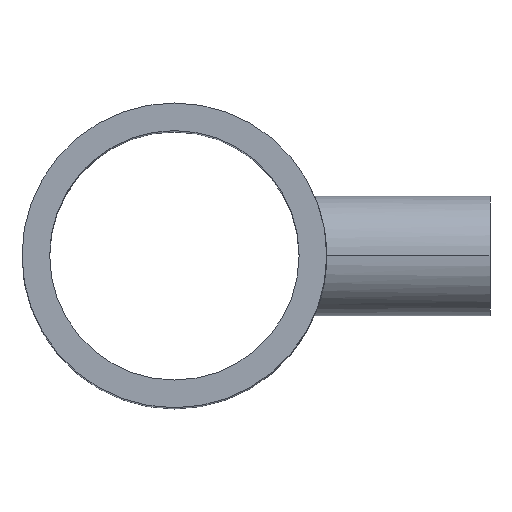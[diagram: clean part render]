
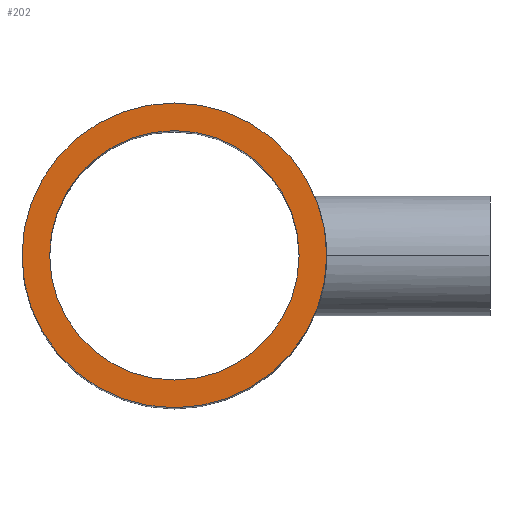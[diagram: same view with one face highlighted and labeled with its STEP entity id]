
A CAD part, top view. The second image highlights one B-rep face of the part: STEP entity #202.
In plain terms, the highlighted planar face has unit normal (0, 0, 1).
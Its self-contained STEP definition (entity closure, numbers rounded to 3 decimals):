
#3 = AXIS2_PLACEMENT_3D ( 'NONE', #485, #22, #228 ) ;
#22 = DIRECTION ( 'NONE',  ( 0., 0., 1. ) ) ;
#34 = CIRCLE ( 'NONE', #314, 140. ) ;
#73 = FACE_BOUND ( 'NONE', #208, .T. ) ;
#86 = CIRCLE ( 'NONE', #305, 140. ) ;
#101 = VERTEX_POINT ( 'NONE', #325 ) ;
#134 = CARTESIAN_POINT ( 'NONE',  ( 0., 0., 345. ) ) ;
#136 = DIRECTION ( 'NONE',  ( 1., 0., 0. ) ) ;
#143 = ORIENTED_EDGE ( 'NONE', *, *, #379, .T. ) ;
#150 = ORIENTED_EDGE ( 'NONE', *, *, #159, .F. ) ;
#159 = EDGE_CURVE ( 'NONE', #425, #417, #377, .T. ) ;
#202 = ADVANCED_FACE ( 'NONE', ( #535, #73 ), #281, .T. ) ;
#204 = VERTEX_POINT ( 'NONE', #232 ) ;
#208 = EDGE_LOOP ( 'NONE', ( #150, #499 ) ) ;
#228 = DIRECTION ( 'NONE',  ( 1., 0., 0. ) ) ;
#232 = CARTESIAN_POINT ( 'NONE',  ( 140., 0., 345. ) ) ;
#238 = CARTESIAN_POINT ( 'NONE',  ( -114.6, 0., 345. ) ) ;
#242 = CARTESIAN_POINT ( 'NONE',  ( 0., 0., 345. ) ) ;
#271 = CIRCLE ( 'NONE', #432, 114.6 ) ;
#281 = PLANE ( 'NONE',  #3 ) ;
#285 = DIRECTION ( 'NONE',  ( 0., 0., 1. ) ) ;
#288 = DIRECTION ( 'NONE',  ( 0., 0., 1. ) ) ;
#292 = CARTESIAN_POINT ( 'NONE',  ( 0., 0., 345. ) ) ;
#293 = EDGE_CURVE ( 'NONE', #204, #101, #86, .T. ) ;
#305 = AXIS2_PLACEMENT_3D ( 'NONE', #134, #544, #136 ) ;
#314 = AXIS2_PLACEMENT_3D ( 'NONE', #292, #288, #493 ) ;
#325 = CARTESIAN_POINT ( 'NONE',  ( -140., 0., 345. ) ) ;
#377 = CIRCLE ( 'NONE', #496, 114.6 ) ;
#379 = EDGE_CURVE ( 'NONE', #101, #204, #34, .T. ) ;
#389 = DIRECTION ( 'NONE',  ( 0., 0., 1. ) ) ;
#417 = VERTEX_POINT ( 'NONE', #653 ) ;
#425 = VERTEX_POINT ( 'NONE', #238 ) ;
#432 = AXIS2_PLACEMENT_3D ( 'NONE', #242, #389, #449 ) ;
#449 = DIRECTION ( 'NONE',  ( 1., 0., 0. ) ) ;
#453 = ORIENTED_EDGE ( 'NONE', *, *, #293, .T. ) ;
#477 = CARTESIAN_POINT ( 'NONE',  ( 0., 0., 345. ) ) ;
#480 = DIRECTION ( 'NONE',  ( 1., 0., 0. ) ) ;
#485 = CARTESIAN_POINT ( 'NONE',  ( 0., 0., 345. ) ) ;
#493 = DIRECTION ( 'NONE',  ( 1., 0., 0. ) ) ;
#496 = AXIS2_PLACEMENT_3D ( 'NONE', #477, #285, #480 ) ;
#499 = ORIENTED_EDGE ( 'NONE', *, *, #581, .F. ) ;
#535 = FACE_OUTER_BOUND ( 'NONE', #564, .T. ) ;
#544 = DIRECTION ( 'NONE',  ( 0., 0., 1. ) ) ;
#564 = EDGE_LOOP ( 'NONE', ( #143, #453 ) ) ;
#581 = EDGE_CURVE ( 'NONE', #417, #425, #271, .T. ) ;
#653 = CARTESIAN_POINT ( 'NONE',  ( 114.6, 0., 345. ) ) ;
